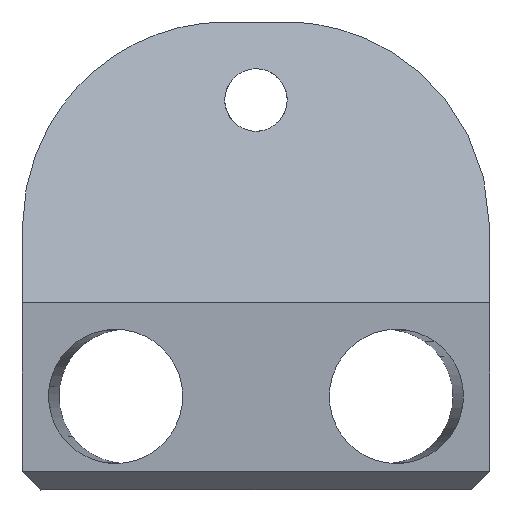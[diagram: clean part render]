
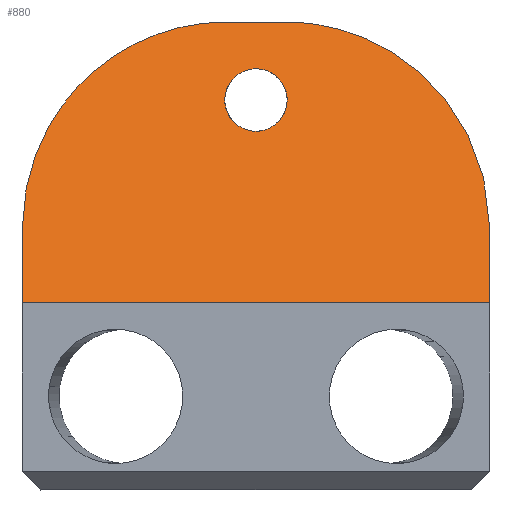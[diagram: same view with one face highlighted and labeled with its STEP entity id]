
A CAD part, left-side view. The second image highlights one B-rep face of the part: STEP entity #880.
In plain terms, the highlighted planar face has unit normal (-0.707, 0, 0.707).
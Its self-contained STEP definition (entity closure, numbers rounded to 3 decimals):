
#22=FACE_BOUND('',#125,.T.);
#27=PLANE('',#1012);
#74=FACE_OUTER_BOUND('',#124,.T.);
#124=EDGE_LOOP('',(#729,#730,#731,#732,#733,#734));
#125=EDGE_LOOP('',(#735));
#202=ELLIPSE('',#1003,1.414,1.);
#204=ELLIPSE('',#1006,9.136,6.46);
#205=ELLIPSE('',#1008,9.136,6.46);
#251=LINE('',#1557,#312);
#252=LINE('',#1558,#313);
#253=LINE('',#1560,#314);
#254=LINE('',#1561,#315);
#312=VECTOR('',#1287,1.);
#313=VECTOR('',#1288,1.);
#314=VECTOR('',#1289,1.);
#315=VECTOR('',#1290,1.);
#394=VERTEX_POINT('',#1521);
#396=VERTEX_POINT('',#1526);
#398=VERTEX_POINT('',#1530);
#399=VERTEX_POINT('',#1534);
#400=VERTEX_POINT('',#1535);
#407=VERTEX_POINT('',#1556);
#408=VERTEX_POINT('',#1559);
#513=EDGE_CURVE('',#394,#394,#202,.T.);
#517=EDGE_CURVE('',#396,#398,#204,.T.);
#518=EDGE_CURVE('',#399,#400,#205,.T.);
#529=EDGE_CURVE('',#396,#407,#251,.T.);
#530=EDGE_CURVE('',#399,#398,#252,.T.);
#531=EDGE_CURVE('',#408,#400,#253,.T.);
#532=EDGE_CURVE('',#407,#408,#254,.T.);
#729=ORIENTED_EDGE('',*,*,#529,.F.);
#730=ORIENTED_EDGE('',*,*,#517,.T.);
#731=ORIENTED_EDGE('',*,*,#530,.F.);
#732=ORIENTED_EDGE('',*,*,#518,.T.);
#733=ORIENTED_EDGE('',*,*,#531,.F.);
#734=ORIENTED_EDGE('',*,*,#532,.F.);
#735=ORIENTED_EDGE('',*,*,#513,.T.);
#880=ADVANCED_FACE('',(#74,#22),#27,.F.);
#1003=AXIS2_PLACEMENT_3D('',#1523,#1256,#1257);
#1006=AXIS2_PLACEMENT_3D('',#1532,#1264,#1265);
#1008=AXIS2_PLACEMENT_3D('',#1536,#1268,#1269);
#1012=AXIS2_PLACEMENT_3D('',#1555,#1285,#1286);
#1256=DIRECTION('center_axis',(0.707,0.,
-0.707));
#1257=DIRECTION('ref_axis',(-0.707,0.,-0.707));
#1264=DIRECTION('center_axis',(-0.707,0.,
0.707));
#1265=DIRECTION('ref_axis',(-0.707,-0.014,-0.707));
#1268=DIRECTION('center_axis',(-0.707,0.,
0.707));
#1269=DIRECTION('ref_axis',(-0.707,0.014,-0.707));
#1285=DIRECTION('center_axis',(0.707,0.,
-0.707));
#1286=DIRECTION('ref_axis',(-0.707,0.,-0.707));
#1287=DIRECTION('',(-0.707,-0.007,-0.707));
#1288=DIRECTION('',(0.,-1.,0.));
#1289=DIRECTION('',(0.707,-0.007,0.707));
#1290=DIRECTION('',(0.,1.,0.));
#1521=CARTESIAN_POINT('',(-10.12,-1.,5.648));
#1523=CARTESIAN_POINT('Origin',(-10.12,0.,
5.648));
#1526=CARTESIAN_POINT('',(-14.08,-7.475,1.688));
#1530=CARTESIAN_POINT('',(-7.62,-0.95,8.148));
#1532=CARTESIAN_POINT('Origin',(-14.08,-1.014,1.688));
#1534=CARTESIAN_POINT('',(-7.62,0.95,8.148));
#1535=CARTESIAN_POINT('',(-14.08,7.475,1.688));
#1536=CARTESIAN_POINT('Origin',(-14.08,1.014,1.688));
#1555=CARTESIAN_POINT('Origin',(-9.95,0.,
5.818));
#1556=CARTESIAN_POINT('',(-16.62,-7.5,-0.852));
#1557=CARTESIAN_POINT('',(-9.317,-7.427,6.451));
#1558=CARTESIAN_POINT('',(-7.62,0.,8.148));
#1559=CARTESIAN_POINT('',(-16.62,7.5,-0.852));
#1560=CARTESIAN_POINT('',(-9.317,7.427,6.451));
#1561=CARTESIAN_POINT('',(-16.62,0.,-0.852));
